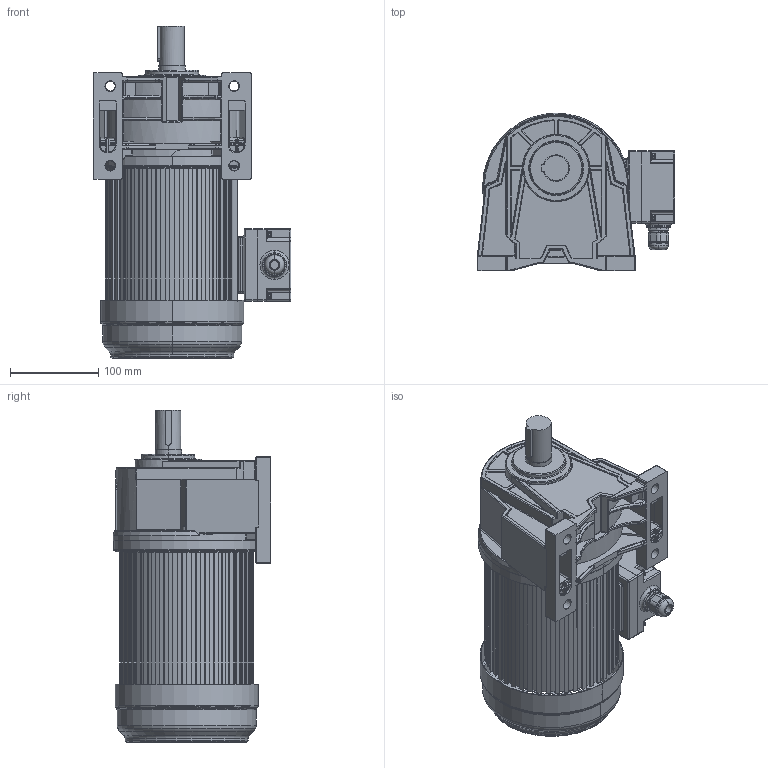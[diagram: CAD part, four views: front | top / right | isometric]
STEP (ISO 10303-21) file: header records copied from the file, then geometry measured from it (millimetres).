
FILE_DESCRIPTION((''),'2;1');
FILE_NAME('GH28-400W-S-G2-RT_ASM','2022-04-12T',('AdminUser'),(''),'PRO/ENGINEER BY PARAMETRIC TECHNOLOGY CORPORATION, 2007170','PRO/ENGINEER BY PARAMETRIC TECHNOLOGY CORPORATION, 2007170','');
FILE_SCHEMA(('CONFIG_CONTROL_DESIGN'));
Length unit declared in the file: millimetre
Products named in the file (20): MANIFOLD_SOLID_BREP_168; MANIFOLD_SOLID_BREP_336; MANIFOLD_SOLID_BREP_504; MANIFOLD_SOLID_BREP_672; MANIFOLD_SOLID_BREP_840; MANIFOLD_SOLID_BREP_928; MANIFOLD_SOLID_BREP_1016; _GH28_; GH28__ASM; G28JIAGONG; ASM0008_ASM_ASM; GH28__ASM_ASM; ASM0011_ASM_ASM; ASM0010_ASM_ASM; ASM0009_ASM_ASM; ASM0007_ASM_1_ASM; 750W; 750S; 8280-2022; GH28-400W-S-G2-RT_ASM
Assembly tree (19 placements, depth 6):
  GH28-400W-S-G2-RT_ASM
    ASM0007_ASM_1_ASM
      GH28__ASM_ASM
        ASM0008_ASM_ASM
          GH28__ASM
            MANIFOLD_SOLID_BREP_168
            MANIFOLD_SOLID_BREP_336
            MANIFOLD_SOLID_BREP_504
            MANIFOLD_SOLID_BREP_672
            MANIFOLD_SOLID_BREP_840
            MANIFOLD_SOLID_BREP_928
            MANIFOLD_SOLID_BREP_1016
            _GH28_
          G28JIAGONG
      ASM0009_ASM_ASM
        ASM0010_ASM_ASM
          ASM0011_ASM_ASM
    750W
    750S
    8280-2022
Bounding box: 223.75 x 178.37 x 375.3 mm (x, y, z)
Volume: 872182.5 mm3; surface area: 609807.5 mm2
Topology: 12 solids, 15 shells, 3487 faces, 9179 edges, 5756 vertices
Faces by surface type: plane 1574, cylinder 1021, torus 470, bspline 302, sphere 62, cone 56, extrusion 2
Entity records: 120590 total; most frequent: CARTESIAN_POINT 34213, ORIENTED_EDGE 18266, DIRECTION 18059, EDGE_CURVE 9134, AXIS2_PLACEMENT_3D 6495, VERTEX_POINT 5756, VECTOR 5069, LINE 5067
